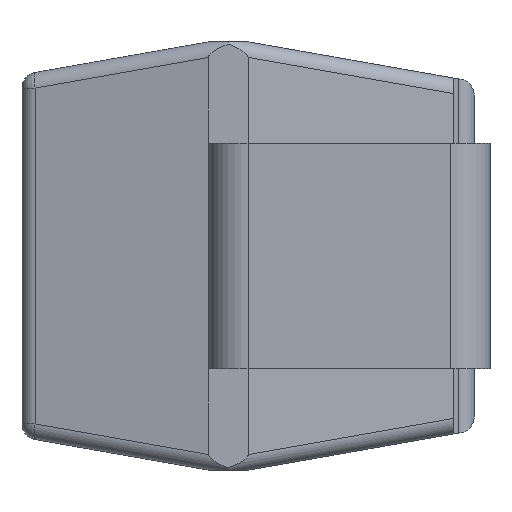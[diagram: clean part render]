
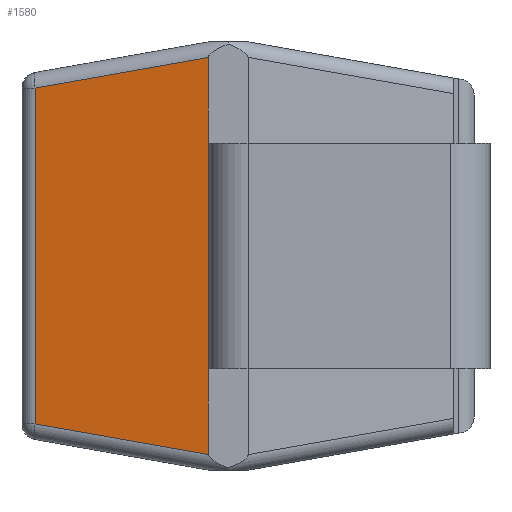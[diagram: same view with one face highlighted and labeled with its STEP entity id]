
A CAD part, left-side view. The second image highlights one B-rep face of the part: STEP entity #1580.
In plain terms, the highlighted planar face has unit normal (-0.985, 0.174, 0).
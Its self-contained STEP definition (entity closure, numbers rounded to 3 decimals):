
#4 = CARTESIAN_POINT ( 'NONE',  ( -2.159, 0.372, 1.3 ) ) ;
#24 = VERTEX_POINT ( 'NONE', #2065 ) ;
#101 = CARTESIAN_POINT ( 'NONE',  ( -2.11, 0.647, -0.71 ) ) ;
#295 = VERTEX_POINT ( 'NONE', #101 ) ;
#499 = EDGE_CURVE ( 'NONE', #634, #2112, #1068, .T. ) ;
#634 = VERTEX_POINT ( 'NONE', #1305 ) ;
#654 = LINE ( 'NONE', #2274, #1550 ) ;
#669 = DIRECTION ( 'NONE',  ( 0., 0., -1. ) ) ;
#757 = FACE_OUTER_BOUND ( 'NONE', #1310, .T. ) ;
#799 = CARTESIAN_POINT ( 'NONE',  ( -1.917, 1.74, -1.143 ) ) ;
#807 = CARTESIAN_POINT ( 'NONE',  ( -1.917, 1.74, 1.059 ) ) ;
#974 = DIRECTION ( 'NONE',  ( 0., 0., -1. ) ) ;
#1000 = CARTESIAN_POINT ( 'NONE',  ( -2.157, 0.38, 1.35 ) ) ;
#1032 = ORIENTED_EDGE ( 'NONE', *, *, #1573, .T. ) ;
#1066 = LINE ( 'NONE', #799, #1893 ) ;
#1068 = LINE ( 'NONE', #4, #1715 ) ;
#1070 = ORIENTED_EDGE ( 'NONE', *, *, #1488, .F. ) ;
#1074 = EDGE_CURVE ( 'NONE', #24, #295, #2312, .T. ) ;
#1109 = CARTESIAN_POINT ( 'NONE',  ( -1.917, 1.74, -1.059 ) ) ;
#1110 = ORIENTED_EDGE ( 'NONE', *, *, #1743, .T. ) ;
#1114 = DIRECTION ( 'NONE',  ( 0., 0., -1. ) ) ;
#1179 = DIRECTION ( 'NONE',  ( -0.174, -0.985, 0. ) ) ;
#1194 = PLANE ( 'NONE',  #1546 ) ;
#1269 = DIRECTION ( 'NONE',  ( 0.171, 0.97, -0.171 ) ) ;
#1305 = CARTESIAN_POINT ( 'NONE',  ( -2.11, 0.647, 1.252 ) ) ;
#1310 = EDGE_LOOP ( 'NONE', ( #1110, #1032, #1070, #1509, #1497, #1548 ) ) ;
#1379 = DIRECTION ( 'NONE',  ( -0.171, -0.97, -0.171 ) ) ;
#1452 = VERTEX_POINT ( 'NONE', #1109 ) ;
#1460 = VECTOR ( 'NONE', #1114, 1000. ) ;
#1468 = VECTOR ( 'NONE', #1379, 1000. ) ;
#1488 = EDGE_CURVE ( 'NONE', #295, #2005, #1551, .T. ) ;
#1497 = ORIENTED_EDGE ( 'NONE', *, *, #2332, .F. ) ;
#1509 = ORIENTED_EDGE ( 'NONE', *, *, #1074, .F. ) ;
#1542 = CARTESIAN_POINT ( 'NONE',  ( -2.11, 0.647, 0.71 ) ) ;
#1546 = AXIS2_PLACEMENT_3D ( 'NONE', #1000, #1988, #1179 ) ;
#1548 = ORIENTED_EDGE ( 'NONE', *, *, #499, .T. ) ;
#1550 = VECTOR ( 'NONE', #669, 1000. ) ;
#1551 = LINE ( 'NONE', #2141, #2383 ) ;
#1573 = EDGE_CURVE ( 'NONE', #1452, #2005, #2376, .T. ) ;
#1580 = ADVANCED_FACE ( 'NONE', ( #757 ), #1194, .T. ) ;
#1607 = DIRECTION ( 'NONE',  ( 0., 0., -1. ) ) ;
#1715 = VECTOR ( 'NONE', #1269, 1000. ) ;
#1743 = EDGE_CURVE ( 'NONE', #2112, #1452, #1066, .T. ) ;
#1893 = VECTOR ( 'NONE', #1607, 1000. ) ;
#1988 = DIRECTION ( 'NONE',  ( -0.985, 0.174, 0. ) ) ;
#2005 = VERTEX_POINT ( 'NONE', #2028 ) ;
#2028 = CARTESIAN_POINT ( 'NONE',  ( -2.11, 0.647, -1.252 ) ) ;
#2065 = CARTESIAN_POINT ( 'NONE',  ( -2.11, 0.647, 0.71 ) ) ;
#2112 = VERTEX_POINT ( 'NONE', #807 ) ;
#2141 = CARTESIAN_POINT ( 'NONE',  ( -2.11, 0.647, 1.35 ) ) ;
#2274 = CARTESIAN_POINT ( 'NONE',  ( -2.11, 0.647, 1.35 ) ) ;
#2312 = LINE ( 'NONE', #1542, #1460 ) ;
#2332 = EDGE_CURVE ( 'NONE', #634, #24, #654, .T. ) ;
#2376 = LINE ( 'NONE', #2571, #1468 ) ;
#2383 = VECTOR ( 'NONE', #974, 1000. ) ;
#2571 = CARTESIAN_POINT ( 'NONE',  ( -2.113, 0.631, -1.254 ) ) ;
